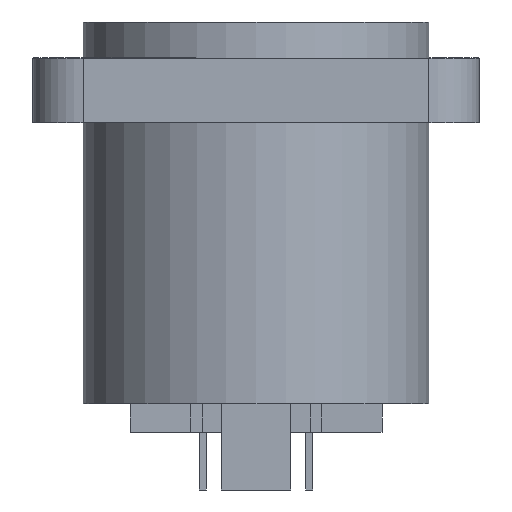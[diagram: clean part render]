
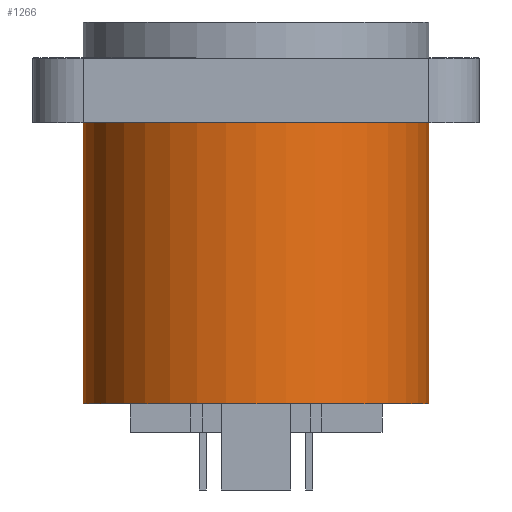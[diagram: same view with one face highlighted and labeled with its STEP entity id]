
A CAD part, left-side view. The second image highlights one B-rep face of the part: STEP entity #1266.
In plain terms, the highlighted cylindrical face has radius 12 mm (diameter 24 mm), a partial arc.
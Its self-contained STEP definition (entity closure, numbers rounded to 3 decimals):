
#6=DIRECTION('',(0.,0.,1.));
#7=VECTOR('',#6,19.5);
#8=CARTESIAN_POINT('',(0.,12.,-19.5));
#9=LINE('',#8,#7);
#10=DIRECTION('',(0.,0.,1.));
#11=VECTOR('',#10,19.5);
#12=CARTESIAN_POINT('',(0.,-12.,-19.5));
#13=LINE('',#12,#11);
#14=CARTESIAN_POINT('',(0.,0.,-19.5));
#15=DIRECTION('',(0.,0.,1.));
#16=DIRECTION('',(0.,1.,0.));
#17=AXIS2_PLACEMENT_3D('',#14,#15,#16);
#24=CARTESIAN_POINT('',(0.,0.,0.));
#25=DIRECTION('',(0.,0.,1.));
#26=DIRECTION('',(0.,1.,0.));
#27=AXIS2_PLACEMENT_3D('',#24,#25,#26);
#941=CARTESIAN_POINT('',(0.,12.,-19.5));
#942=CARTESIAN_POINT('',(0.,12.,0.));
#943=VERTEX_POINT('',#941);
#944=VERTEX_POINT('',#942);
#957=CARTESIAN_POINT('',(0.,-12.,-19.5));
#958=CARTESIAN_POINT('',(0.,-12.,0.));
#959=VERTEX_POINT('',#957);
#960=VERTEX_POINT('',#958);
#1253=CARTESIAN_POINT('',(0.,0.,8.325));
#1254=DIRECTION('',(0.,0.,-1.));
#1255=DIRECTION('',(0.,-1.,0.));
#1256=AXIS2_PLACEMENT_3D('',#1253,#1254,#1255);
#1257=CYLINDRICAL_SURFACE('',#1256,12.);
#1258=ORIENTED_EDGE('',*,*,#1242,.T.);
#1260=ORIENTED_EDGE('',*,*,#1259,.T.);
#1261=ORIENTED_EDGE('',*,*,#1246,.F.);
#1263=ORIENTED_EDGE('',*,*,#1262,.F.);
#1264=EDGE_LOOP('',(#1258,#1260,#1261,#1263));
#1265=FACE_OUTER_BOUND('',#1264,.F.);
#1266=ADVANCED_FACE('',(#1265),#1257,.T.);
#18=CIRCLE('',#17,12.);
#28=CIRCLE('',#27,12.);
#1242=EDGE_CURVE('',#943,#944,#9,.T.);
#1246=EDGE_CURVE('',#959,#960,#13,.T.);
#1259=EDGE_CURVE('',#944,#960,#28,.T.);
#1262=EDGE_CURVE('',#943,#959,#18,.T.);
